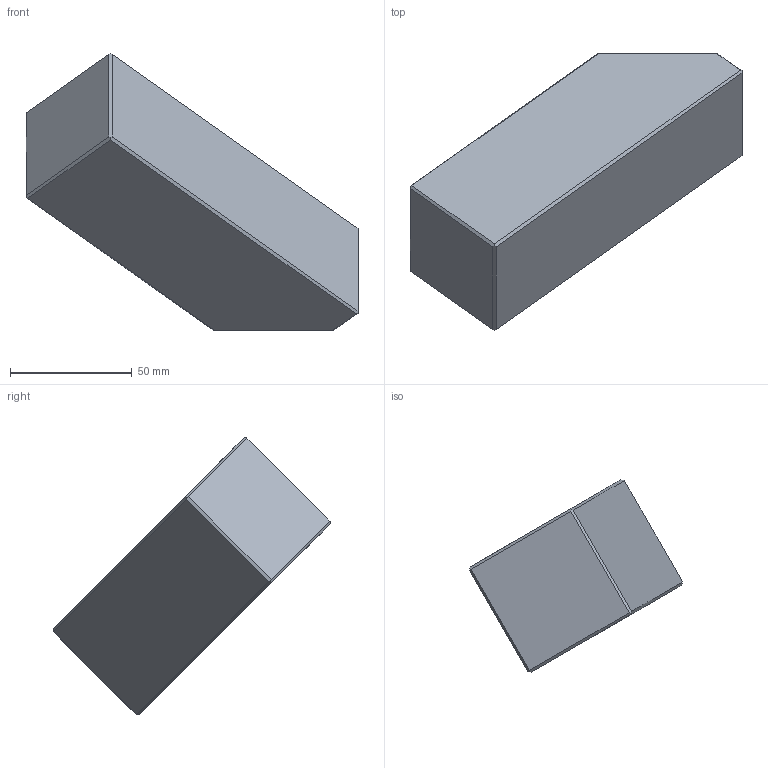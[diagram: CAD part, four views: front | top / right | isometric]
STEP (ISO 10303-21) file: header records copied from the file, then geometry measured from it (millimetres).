
FILE_DESCRIPTION (( 'STEP AP214' ), '1' );
FILE_NAME ('Slider.STEP', '2024-11-28T17:47:56', ( '' ), ( '' ), 'SwSTEP 2.0', 'SolidWorks 2024', '' );
FILE_SCHEMA (( 'AUTOMOTIVE_DESIGN' ));
Length unit declared in the file: millimetre
Products named in the file (1): Slider
Bounding box: 136.47 x 113.79 x 113.79 mm (x, y, z)
Volume: 328220.7 mm3; surface area: 32437.7 mm2
Topology: 1 solids, 1 shells, 27 faces, 69 edges, 43 vertices
Faces by surface type: plane 21, cylinder 4, cone 2
Entity records: 811 total; most frequent: CARTESIAN_POINT 147, ORIENTED_EDGE 134, DIRECTION 127, EDGE_CURVE 67, LINE 57, VECTOR 57, VERTEX_POINT 43, AXIS2_PLACEMENT_3D 35
